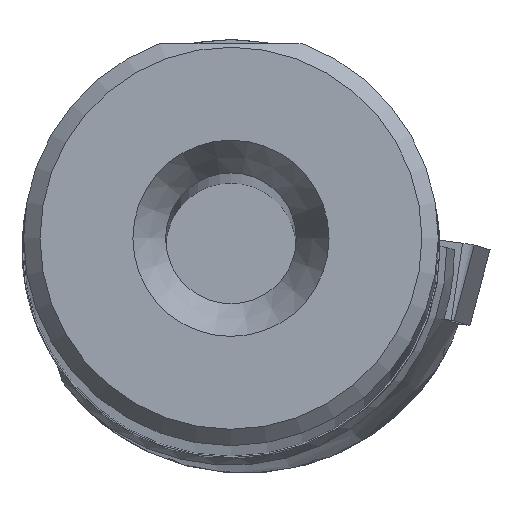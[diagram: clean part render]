
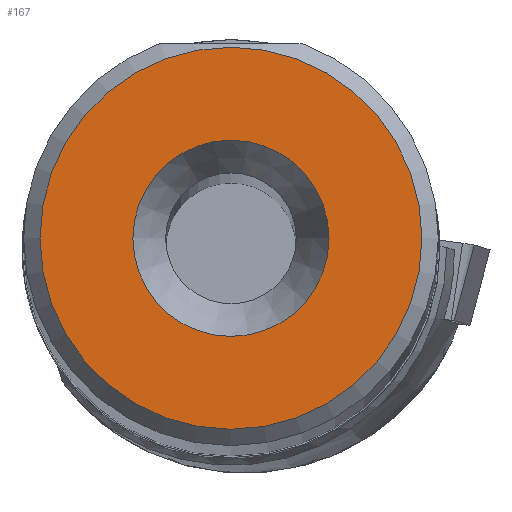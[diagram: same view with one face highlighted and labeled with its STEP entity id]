
A CAD part, top view. The second image highlights one B-rep face of the part: STEP entity #167.
In plain terms, the highlighted planar face has unit normal (0, 0, 1).
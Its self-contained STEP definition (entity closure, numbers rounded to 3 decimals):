
#167=ADVANCED_FACE('',(#292,#293),#193,.T.);
#193=PLANE('',#825);
#292=FACE_BOUND('',#340,.T.);
#293=FACE_BOUND('',#341,.T.);
#340=EDGE_LOOP('',(#466));
#341=EDGE_LOOP('',(#467));
#466=ORIENTED_EDGE('',*,*,#648,.T.);
#467=ORIENTED_EDGE('',*,*,#642,.F.);
#570=VERTEX_POINT('',#1329);
#575=VERTEX_POINT('',#1345);
#642=EDGE_CURVE('',#570,#570,#687,.T.);
#648=EDGE_CURVE('',#575,#575,#690,.T.);
#687=CIRCLE('',#819,5.843);
#690=CIRCLE('',#824,3.);
#819=AXIS2_PLACEMENT_3D('',#1328,#969,#970);
#824=AXIS2_PLACEMENT_3D('',#1344,#981,#982);
#825=AXIS2_PLACEMENT_3D('',#1346,#983,#984);
#969=DIRECTION('',(0.,0.,-1.));
#970=DIRECTION('',(-1.,0.,0.));
#981=DIRECTION('',(0.,0.,-1.));
#982=DIRECTION('',(-1.,0.,0.));
#983=DIRECTION('',(0.,0.,1.));
#984=DIRECTION('',(-1.,0.,0.));
#1328=CARTESIAN_POINT('',(0.,0.,0.));
#1329=CARTESIAN_POINT('',(-5.843,0.,0.));
#1344=CARTESIAN_POINT('',(0.,0.,0.));
#1345=CARTESIAN_POINT('',(-3.,0.,0.));
#1346=CARTESIAN_POINT('',(0.,0.,0.));
